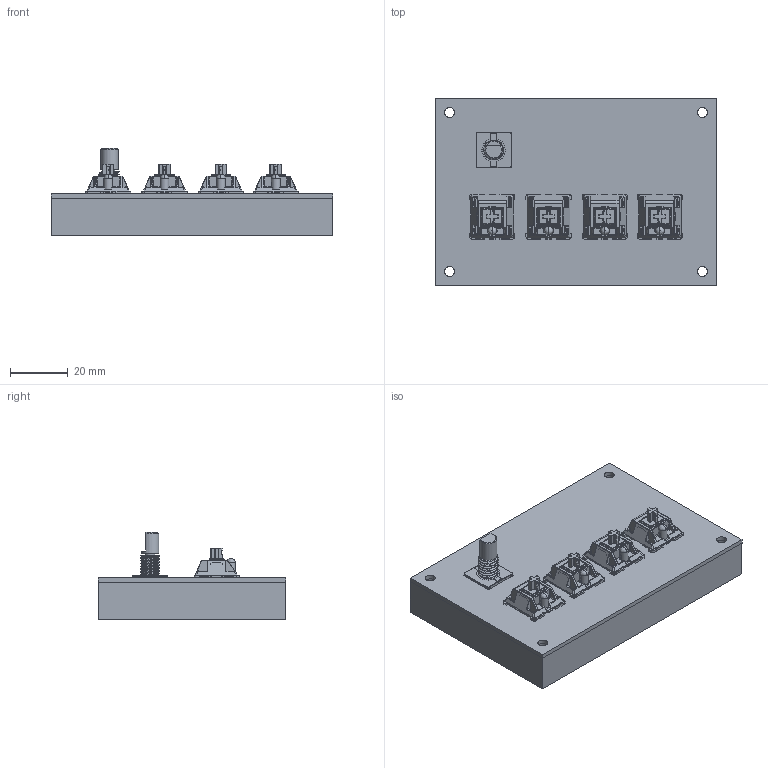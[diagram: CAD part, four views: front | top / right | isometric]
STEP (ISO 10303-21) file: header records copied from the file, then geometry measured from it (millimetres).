
FILE_DESCRIPTION(/* description */ (''),/* implementation_level */ '2;1');
FILE_NAME(/* name */ 'cadfinn.step',/* time_stamp */ '2025-06-29T16:19:55-04:00',/* author */ (''),/* organization */ (''),/* preprocessor_version */ 'ST-DEVELOPER v20.1',/* originating_system */ 'Autodesk Translation Framework v14.10.0.0',/* authorisation */ '');
FILE_SCHEMA (('AUTOMOTIVE_DESIGN { 1 0 10303 214 3 1 1 }'));
Products named in the file (14): 2025-06-29-19-22-20-751; 2025-06-29-19-22-20-752; 2025-06-29-19-28-55-646; 2025-06-29-19-28-55-647; 2025-06-29-19-28-55-653; 2025-06-29-19-28-55-654; 2025-06-29-19-28-55-647_1; 2025-06-29-19-28-55-647_2; 2025-06-29-19-28-55-647_3; 2025-06-29-19-28-55-648; 2025-06-29-19-28-55-649; 2025-06-29-19-28-55-650; 2025-06-29-19-28-55-651; 2025-06-29-19-28-55-652
Assembly tree (28 placements, depth 4):
  2025-06-29-19-22-20-751
    2025-06-29-19-22-20-752
    2025-06-29-19-28-55-646
      2025-06-29-19-28-55-647
        2025-06-29-19-28-55-648
        2025-06-29-19-28-55-649
        2025-06-29-19-28-55-650
        2025-06-29-19-28-55-651
        2025-06-29-19-28-55-652
      2025-06-29-19-28-55-653
      2025-06-29-19-28-55-654
      2025-06-29-19-28-55-647_1
        2025-06-29-19-28-55-648
        2025-06-29-19-28-55-649
        2025-06-29-19-28-55-650
        2025-06-29-19-28-55-651
        2025-06-29-19-28-55-652
      2025-06-29-19-28-55-647_2
        2025-06-29-19-28-55-648
        2025-06-29-19-28-55-649
        2025-06-29-19-28-55-650
        2025-06-29-19-28-55-651
        2025-06-29-19-28-55-652
      2025-06-29-19-28-55-647_3
        2025-06-29-19-28-55-648
        2025-06-29-19-28-55-649
        2025-06-29-19-28-55-650
        2025-06-29-19-28-55-651
        2025-06-29-19-28-55-652
Bounding box: 97.5 x 65 x 30.3 mm (x, y, z)
Volume: 63338.5 mm3; surface area: 51407.5 mm2
Topology: 49 solids, 49 shells, 6549 faces, 15963 edges, 9101 vertices
Faces by surface type: cylinder 2802, plane 2104, torus 760, sphere 448, bspline 414, cone 21
Full cylindrical faces by diameter (mm): 0.8 x8, 0.889 x14, 1 x5, 1.5 x8, 1.6 x16, 1.7 x8, 2 x4, 2.6 x4, 3 x4, 3.4 x8, 3.5 x1, 3.8 x4, 4 x4, 4.8 x4, 5.717 x7, 6 x5, 6.8 x6
Entity records: 64082 total; most frequent: CARTESIAN_POINT 16733, DIRECTION 10130, ORIENTED_EDGE 9586, EDGE_CURVE 4793, AXIS2_PLACEMENT_3D 3660, VERTEX_POINT 2873, LINE 2810, VECTOR 2810
